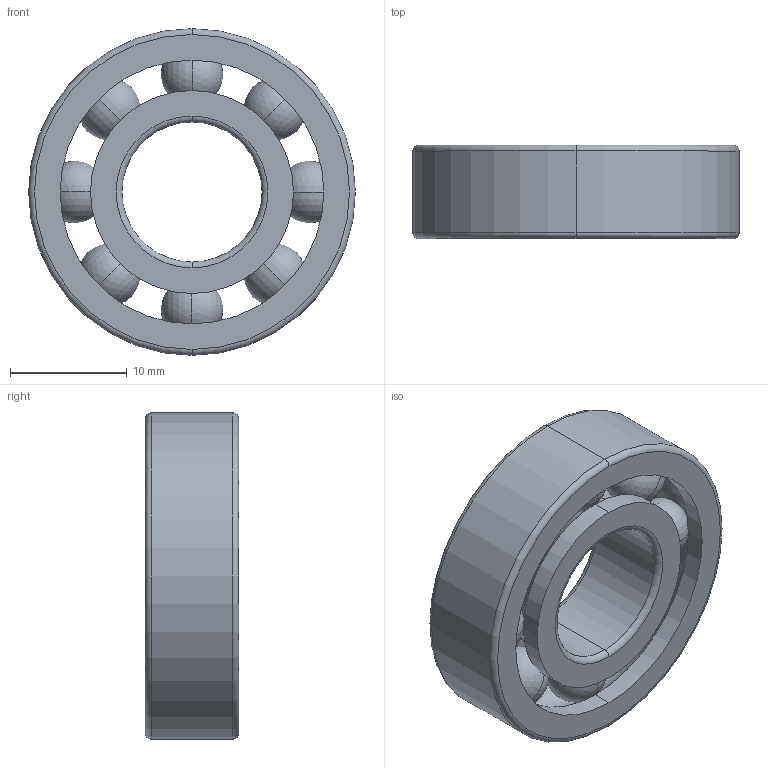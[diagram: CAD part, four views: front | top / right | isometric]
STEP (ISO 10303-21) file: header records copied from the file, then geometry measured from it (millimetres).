
FILE_DESCRIPTION (( 'STEP AP203' ), '1' );
FILE_NAME ('6001.STEP', '2023-10-21T06:50:36', ( '' ), ( '' ), 'SwSTEP 2.0', 'SolidWorks 2017', '' );
FILE_SCHEMA (( 'CONFIG_CONTROL_DESIGN' ));
Length unit declared in the file: millimetre
Products named in the file (1): 6001
Bounding box: 28 x 8 x 28 mm (x, y, z)
Volume: 2757.4 mm3; surface area: 3467.3 mm2
Topology: 10 solids, 10 shells, 46 faces, 116 edges, 74 vertices
Faces by surface type: sphere 16, torus 14, cylinder 12, plane 4
Entity records: 1175 total; most frequent: DIRECTION 234, CARTESIAN_POINT 173, ORIENTED_EDGE 152, AXIS2_PLACEMENT_3D 111, EDGE_CURVE 76, CIRCLE 64, EDGE_LOOP 50, VERTEX_POINT 50
